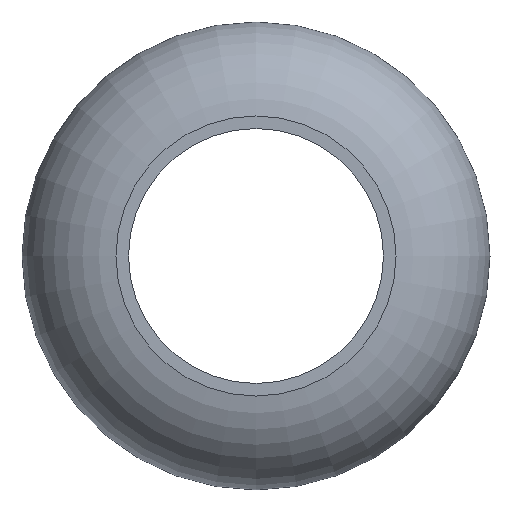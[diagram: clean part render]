
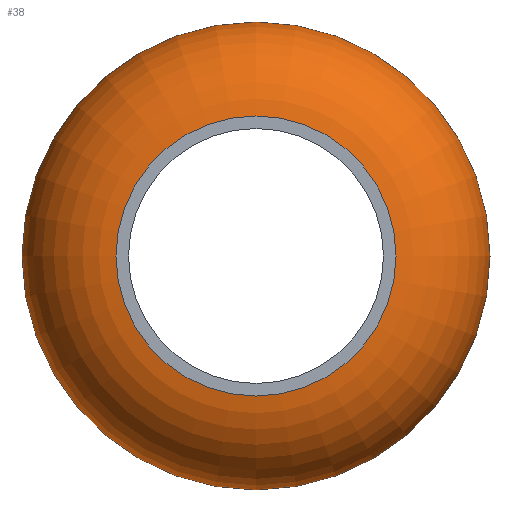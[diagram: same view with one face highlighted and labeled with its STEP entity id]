
A CAD part, left-side view. The second image highlights one B-rep face of the part: STEP entity #38.
In plain terms, the highlighted toroidal (fillet/blend) face has major radius 15.431 mm and minor radius 12.569 mm.
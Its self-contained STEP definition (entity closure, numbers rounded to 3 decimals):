
#38 = ADVANCED_FACE( '', ( #77, #78, #79 ), #80, .T. );
#77 = FACE_BOUND( '', #118, .T. );
#78 = FACE_OUTER_BOUND( '', #119, .T. );
#79 = FACE_OUTER_BOUND( '', #120, .T. );
#80 = TOROIDAL_SURFACE( '', #121, 15.431, 12.569 );
#118 = VERTEX_LOOP( '', #159 );
#119 = EDGE_LOOP( '', ( #160 ) );
#120 = EDGE_LOOP( '', ( #161 ) );
#121 = AXIS2_PLACEMENT_3D( '', #162, #163, #164 );
#159 = VERTEX_POINT( '', #199 );
#160 = ORIENTED_EDGE( '', *, *, #200, .T. );
#161 = ORIENTED_EDGE( '', *, *, #201, .F. );
#162 = CARTESIAN_POINT( '', ( 32.5, 0., 0. ) );
#163 = DIRECTION( '', ( 1., 0., 0. ) );
#164 = DIRECTION( '', ( 0., 0., -1. ) );
#199 = CARTESIAN_POINT( '', ( 32.5, 0., -28. ) );
#200 = EDGE_CURVE( '', #222, #222, #223, .T. );
#201 = EDGE_CURVE( '', #224, #224, #225, .T. );
#222 = VERTEX_POINT( '', #246 );
#223 = CIRCLE( '', #247, 16.75 );
#224 = VERTEX_POINT( '', #248 );
#225 = CIRCLE( '', #249, 16.75 );
#246 = CARTESIAN_POINT( '', ( 20., 0., -16.75 ) );
#247 = AXIS2_PLACEMENT_3D( '', #271, #272, #273 );
#248 = CARTESIAN_POINT( '', ( 45., 0., -16.75 ) );
#249 = AXIS2_PLACEMENT_3D( '', #274, #275, #276 );
#271 = CARTESIAN_POINT( '', ( 20., 0., 0. ) );
#272 = DIRECTION( '', ( 1., 0., 0. ) );
#273 = DIRECTION( '', ( 0., 0., -1. ) );
#274 = CARTESIAN_POINT( '', ( 45., 0., 0. ) );
#275 = DIRECTION( '', ( 1., 0., 0. ) );
#276 = DIRECTION( '', ( 0., 0., -1. ) );
